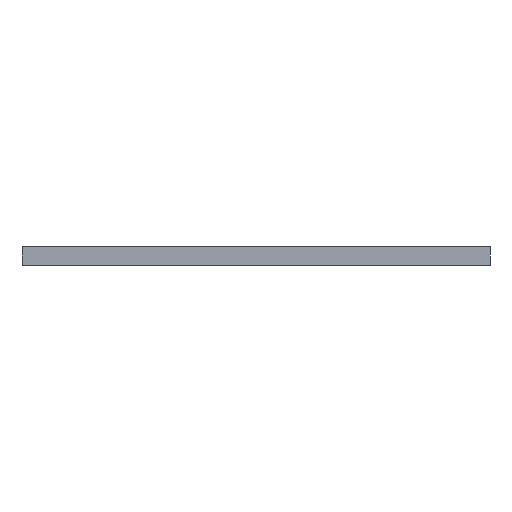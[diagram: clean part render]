
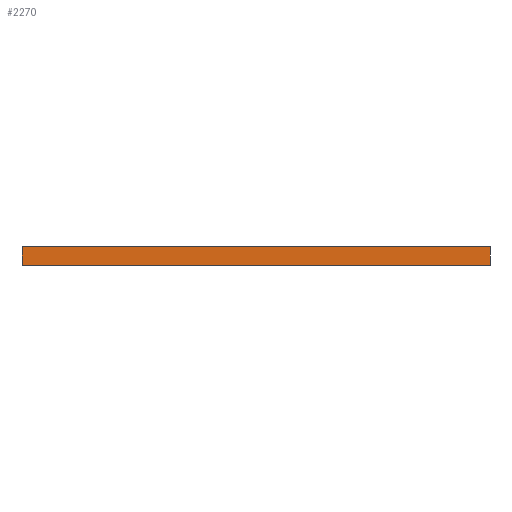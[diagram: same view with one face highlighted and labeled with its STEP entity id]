
A CAD part, left-side view. The second image highlights one B-rep face of the part: STEP entity #2270.
In plain terms, the highlighted planar face has unit normal (-1, 0, 0).
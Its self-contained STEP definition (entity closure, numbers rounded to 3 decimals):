
#18 = LINE ( 'NONE', #2412, #1644 ) ;
#67 = CARTESIAN_POINT ( 'NONE',  ( -47.752, 56.023, -8. ) ) ;
#76 = CARTESIAN_POINT ( 'NONE',  ( -47.752, -143.977, 0. ) ) ;
#173 = DIRECTION ( 'NONE',  ( -1., 0., 0. ) ) ;
#178 = CARTESIAN_POINT ( 'NONE',  ( -47.752, -143.977, -8. ) ) ;
#238 = CARTESIAN_POINT ( 'NONE',  ( -47.752, -143.977, -8. ) ) ;
#327 = ORIENTED_EDGE ( 'NONE', *, *, #2256, .T. ) ;
#343 = LINE ( 'NONE', #76, #2552 ) ;
#390 = VERTEX_POINT ( 'NONE', #2407 ) ;
#455 = CARTESIAN_POINT ( 'NONE',  ( -47.752, -143.977, -8. ) ) ;
#524 = LINE ( 'NONE', #238, #1083 ) ;
#616 = CARTESIAN_POINT ( 'NONE',  ( -47.752, -143.977, 0. ) ) ;
#640 = VERTEX_POINT ( 'NONE', #67 ) ;
#727 = PLANE ( 'NONE',  #1493 ) ;
#994 = ORIENTED_EDGE ( 'NONE', *, *, #2204, .T. ) ;
#1007 = FACE_OUTER_BOUND ( 'NONE', #1494, .T. ) ;
#1083 = VECTOR ( 'NONE', #2629, 1000. ) ;
#1148 = ORIENTED_EDGE ( 'NONE', *, *, #1710, .F. ) ;
#1203 = EDGE_CURVE ( 'NONE', #390, #2445, #343, .T. ) ;
#1260 = DIRECTION ( 'NONE',  ( 0., -1., 0. ) ) ;
#1493 = AXIS2_PLACEMENT_3D ( 'NONE', #455, #173, #2571 ) ;
#1494 = EDGE_LOOP ( 'NONE', ( #2467, #1148, #994, #327 ) ) ;
#1538 = CARTESIAN_POINT ( 'NONE',  ( -47.752, -143.977, -8. ) ) ;
#1644 = VECTOR ( 'NONE', #2147, 1000. ) ;
#1710 = EDGE_CURVE ( 'NONE', #640, #390, #18, .T. ) ;
#1801 = LINE ( 'NONE', #1538, #2497 ) ;
#1875 = VERTEX_POINT ( 'NONE', #178 ) ;
#2147 = DIRECTION ( 'NONE',  ( 0., 0., 1. ) ) ;
#2204 = EDGE_CURVE ( 'NONE', #640, #1875, #1801, .T. ) ;
#2256 = EDGE_CURVE ( 'NONE', #1875, #2445, #524, .T. ) ;
#2270 = ADVANCED_FACE ( 'NONE', ( #1007 ), #727, .T. ) ;
#2407 = CARTESIAN_POINT ( 'NONE',  ( -47.752, 56.023, 0. ) ) ;
#2412 = CARTESIAN_POINT ( 'NONE',  ( -47.752, 56.023, -8. ) ) ;
#2445 = VERTEX_POINT ( 'NONE', #616 ) ;
#2464 = DIRECTION ( 'NONE',  ( 0., -1., 0. ) ) ;
#2467 = ORIENTED_EDGE ( 'NONE', *, *, #1203, .F. ) ;
#2497 = VECTOR ( 'NONE', #1260, 1000. ) ;
#2552 = VECTOR ( 'NONE', #2464, 1000. ) ;
#2571 = DIRECTION ( 'NONE',  ( 0., 0., 1. ) ) ;
#2629 = DIRECTION ( 'NONE',  ( 0., 0., 1. ) ) ;
